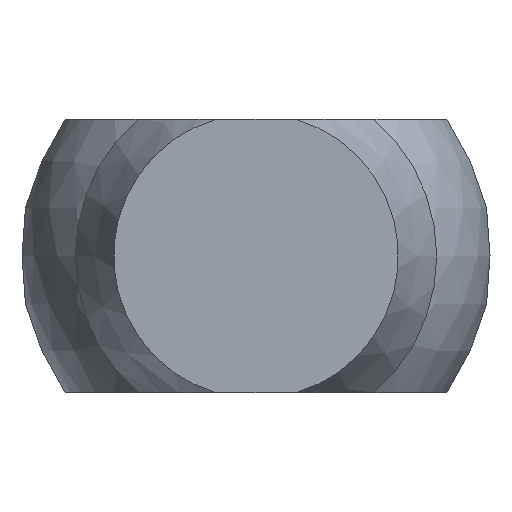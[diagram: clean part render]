
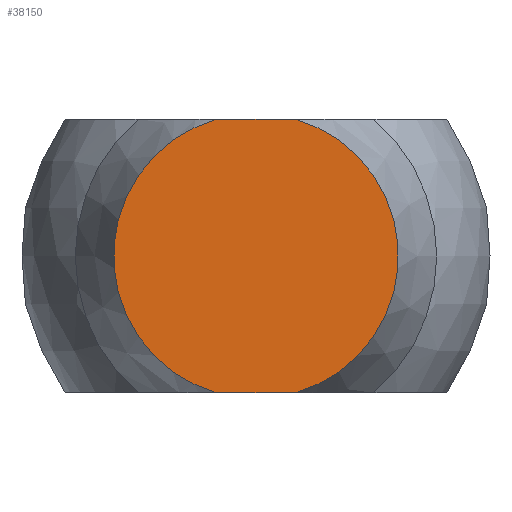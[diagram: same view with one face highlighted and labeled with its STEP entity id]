
A CAD part, left-side view. The second image highlights one B-rep face of the part: STEP entity #38150.
In plain terms, the highlighted planar face has unit normal (-1, 0, 0).
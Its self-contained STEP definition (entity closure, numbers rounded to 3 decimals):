
#722 = PLANE('',#723);
#723 = AXIS2_PLACEMENT_3D('',#724,#725,#726);
#724 = CARTESIAN_POINT('',(0.,6.25,2.5));
#725 = DIRECTION('',(0.,0.,1.));
#726 = DIRECTION('',(0.,-1.,0.));
#35945 = VERTEX_POINT('',#35946);
#35946 = CARTESIAN_POINT('',(-25.,0.714,2.5));
#35960 = CONICAL_SURFACE('',#35961,2.95,0.391);
#35961 = AXIS2_PLACEMENT_3D('',#35962,#35963,#35964);
#35962 = CARTESIAN_POINT('',(-24.15,0.,0.));
#35963 = DIRECTION('',(1.,0.,0.));
#35964 = DIRECTION('',(-0.,1.,0.));
#35994 = EDGE_CURVE('',#35995,#35945,#35997,.T.);
#35995 = VERTEX_POINT('',#35996);
#35996 = CARTESIAN_POINT('',(-25.,-0.714,2.5));
#35997 = SURFACE_CURVE('',#35998,(#36002,#36009),.PCURVE_S1.);
#35998 = LINE('',#35999,#36000);
#35999 = CARTESIAN_POINT('',(-25.,3.125,2.5));
#36000 = VECTOR('',#36001,1.);
#36001 = DIRECTION('',(0.,1.,0.));
#36002 = PCURVE('',#722,#36003);
#36003 = DEFINITIONAL_REPRESENTATION('',(#36004),#36008);
#36004 = LINE('',#36005,#36006);
#36005 = CARTESIAN_POINT('',(3.125,-25.));
#36006 = VECTOR('',#36007,1.);
#36007 = DIRECTION('',(-1.,0.));
#36008 = ( GEOMETRIC_REPRESENTATION_CONTEXT(2) 
PARAMETRIC_REPRESENTATION_CONTEXT() REPRESENTATION_CONTEXT('2D SPACE',''
  ) );
#36009 = PCURVE('',#36010,#36015);
#36010 = PLANE('',#36011);
#36011 = AXIS2_PLACEMENT_3D('',#36012,#36013,#36014);
#36012 = CARTESIAN_POINT('',(-25.,0.,0.));
#36013 = DIRECTION('',(1.,0.,0.));
#36014 = DIRECTION('',(0.,0.,-1.));
#36015 = DEFINITIONAL_REPRESENTATION('',(#36016),#36020);
#36016 = LINE('',#36017,#36018);
#36017 = CARTESIAN_POINT('',(-2.5,3.125));
#36018 = VECTOR('',#36019,1.);
#36019 = DIRECTION('',(0.,1.));
#36020 = ( GEOMETRIC_REPRESENTATION_CONTEXT(2) 
PARAMETRIC_REPRESENTATION_CONTEXT() REPRESENTATION_CONTEXT('2D SPACE',''
  ) );
#36038 = CONICAL_SURFACE('',#36039,2.95,0.391);
#36039 = AXIS2_PLACEMENT_3D('',#36040,#36041,#36042);
#36040 = CARTESIAN_POINT('',(-24.15,0.,0.));
#36041 = DIRECTION('',(1.,0.,0.));
#36042 = DIRECTION('',(0.,-1.,0.));
#37381 = PLANE('',#37382);
#37382 = AXIS2_PLACEMENT_3D('',#37383,#37384,#37385);
#37383 = CARTESIAN_POINT('',(0.,-6.25,-2.5));
#37384 = DIRECTION('',(0.,0.,-1.));
#37385 = DIRECTION('',(0.,1.,0.));
#38081 = VERTEX_POINT('',#38082);
#38082 = CARTESIAN_POINT('',(-25.,0.714,-2.5));
#38125 = EDGE_CURVE('',#35945,#38081,#38126,.T.);
#38126 = SURFACE_CURVE('',#38127,(#38132,#38139),.PCURVE_S1.);
#38127 = CIRCLE('',#38128,2.6);
#38128 = AXIS2_PLACEMENT_3D('',#38129,#38130,#38131);
#38129 = CARTESIAN_POINT('',(-25.,0.,0.));
#38130 = DIRECTION('',(-1.,0.,0.));
#38131 = DIRECTION('',(0.,1.,0.));
#38132 = PCURVE('',#35960,#38133);
#38133 = DEFINITIONAL_REPRESENTATION('',(#38134),#38138);
#38134 = LINE('',#38135,#38136);
#38135 = CARTESIAN_POINT('',(12.566,-0.85));
#38136 = VECTOR('',#38137,1.);
#38137 = DIRECTION('',(-1.,0.));
#38138 = ( GEOMETRIC_REPRESENTATION_CONTEXT(2) 
PARAMETRIC_REPRESENTATION_CONTEXT() REPRESENTATION_CONTEXT('2D SPACE',''
  ) );
#38139 = PCURVE('',#36010,#38140);
#38140 = DEFINITIONAL_REPRESENTATION('',(#38141),#38149);
#38141 = ( BOUNDED_CURVE() B_SPLINE_CURVE(2,(#38142,#38143,#38144,#38145
    ,#38146,#38147,#38148),.UNSPECIFIED.,.T.,.F.) 
B_SPLINE_CURVE_WITH_KNOTS((1,2,2,2,2,1),(-2.094,0.,
    2.094,4.189,6.283,8.378),
.UNSPECIFIED.) CURVE() GEOMETRIC_REPRESENTATION_ITEM() 
RATIONAL_B_SPLINE_CURVE((1.,0.5,1.,0.5,1.,0.5,1.)) REPRESENTATION_ITEM(
  '') );
#38142 = CARTESIAN_POINT('',(0.,2.6));
#38143 = CARTESIAN_POINT('',(4.503,2.6));
#38144 = CARTESIAN_POINT('',(2.252,-1.3));
#38145 = CARTESIAN_POINT('',(0.,-5.2));
#38146 = CARTESIAN_POINT('',(-2.252,-1.3));
#38147 = CARTESIAN_POINT('',(-4.503,2.6));
#38148 = CARTESIAN_POINT('',(0.,2.6));
#38149 = ( GEOMETRIC_REPRESENTATION_CONTEXT(2) 
PARAMETRIC_REPRESENTATION_CONTEXT() REPRESENTATION_CONTEXT('2D SPACE',''
  ) );
#38150 = ADVANCED_FACE('',(#38151),#36010,.F.);
#38151 = FACE_BOUND('',#38152,.T.);
#38152 = EDGE_LOOP('',(#38153,#38181,#38182,#38183));
#38153 = ORIENTED_EDGE('',*,*,#38154,.T.);
#38154 = EDGE_CURVE('',#38155,#35995,#38157,.T.);
#38155 = VERTEX_POINT('',#38156);
#38156 = CARTESIAN_POINT('',(-25.,-0.714,-2.5));
#38157 = SURFACE_CURVE('',#38158,(#38163,#38174),.PCURVE_S1.);
#38158 = CIRCLE('',#38159,2.6);
#38159 = AXIS2_PLACEMENT_3D('',#38160,#38161,#38162);
#38160 = CARTESIAN_POINT('',(-25.,0.,0.));
#38161 = DIRECTION('',(-1.,0.,0.));
#38162 = DIRECTION('',(0.,-1.,0.));
#38163 = PCURVE('',#36010,#38164);
#38164 = DEFINITIONAL_REPRESENTATION('',(#38165),#38173);
#38165 = ( BOUNDED_CURVE() B_SPLINE_CURVE(2,(#38166,#38167,#38168,#38169
    ,#38170,#38171,#38172),.UNSPECIFIED.,.T.,.F.) 
B_SPLINE_CURVE_WITH_KNOTS((1,2,2,2,2,1),(-2.094,0.,
    2.094,4.189,6.283,8.378),
.UNSPECIFIED.) CURVE() GEOMETRIC_REPRESENTATION_ITEM() 
RATIONAL_B_SPLINE_CURVE((1.,0.5,1.,0.5,1.,0.5,1.)) REPRESENTATION_ITEM(
  '') );
#38166 = CARTESIAN_POINT('',(0.,-2.6));
#38167 = CARTESIAN_POINT('',(-4.503,-2.6));
#38168 = CARTESIAN_POINT('',(-2.252,1.3));
#38169 = CARTESIAN_POINT('',(0.,5.2));
#38170 = CARTESIAN_POINT('',(2.252,1.3));
#38171 = CARTESIAN_POINT('',(4.503,-2.6));
#38172 = CARTESIAN_POINT('',(0.,-2.6));
#38173 = ( GEOMETRIC_REPRESENTATION_CONTEXT(2) 
PARAMETRIC_REPRESENTATION_CONTEXT() REPRESENTATION_CONTEXT('2D SPACE',''
  ) );
#38174 = PCURVE('',#36038,#38175);
#38175 = DEFINITIONAL_REPRESENTATION('',(#38176),#38180);
#38176 = LINE('',#38177,#38178);
#38177 = CARTESIAN_POINT('',(12.566,-0.85));
#38178 = VECTOR('',#38179,1.);
#38179 = DIRECTION('',(-1.,0.));
#38180 = ( GEOMETRIC_REPRESENTATION_CONTEXT(2) 
PARAMETRIC_REPRESENTATION_CONTEXT() REPRESENTATION_CONTEXT('2D SPACE',''
  ) );
#38181 = ORIENTED_EDGE('',*,*,#35994,.T.);
#38182 = ORIENTED_EDGE('',*,*,#38125,.T.);
#38183 = ORIENTED_EDGE('',*,*,#38184,.T.);
#38184 = EDGE_CURVE('',#38081,#38155,#38185,.T.);
#38185 = SURFACE_CURVE('',#38186,(#38190,#38197),.PCURVE_S1.);
#38186 = LINE('',#38187,#38188);
#38187 = CARTESIAN_POINT('',(-25.,-3.125,-2.5));
#38188 = VECTOR('',#38189,1.);
#38189 = DIRECTION('',(0.,-1.,0.));
#38190 = PCURVE('',#36010,#38191);
#38191 = DEFINITIONAL_REPRESENTATION('',(#38192),#38196);
#38192 = LINE('',#38193,#38194);
#38193 = CARTESIAN_POINT('',(2.5,-3.125));
#38194 = VECTOR('',#38195,1.);
#38195 = DIRECTION('',(0.,-1.));
#38196 = ( GEOMETRIC_REPRESENTATION_CONTEXT(2) 
PARAMETRIC_REPRESENTATION_CONTEXT() REPRESENTATION_CONTEXT('2D SPACE',''
  ) );
#38197 = PCURVE('',#37381,#38198);
#38198 = DEFINITIONAL_REPRESENTATION('',(#38199),#38203);
#38199 = LINE('',#38200,#38201);
#38200 = CARTESIAN_POINT('',(3.125,-25.));
#38201 = VECTOR('',#38202,1.);
#38202 = DIRECTION('',(-1.,0.));
#38203 = ( GEOMETRIC_REPRESENTATION_CONTEXT(2) 
PARAMETRIC_REPRESENTATION_CONTEXT() REPRESENTATION_CONTEXT('2D SPACE',''
  ) );
